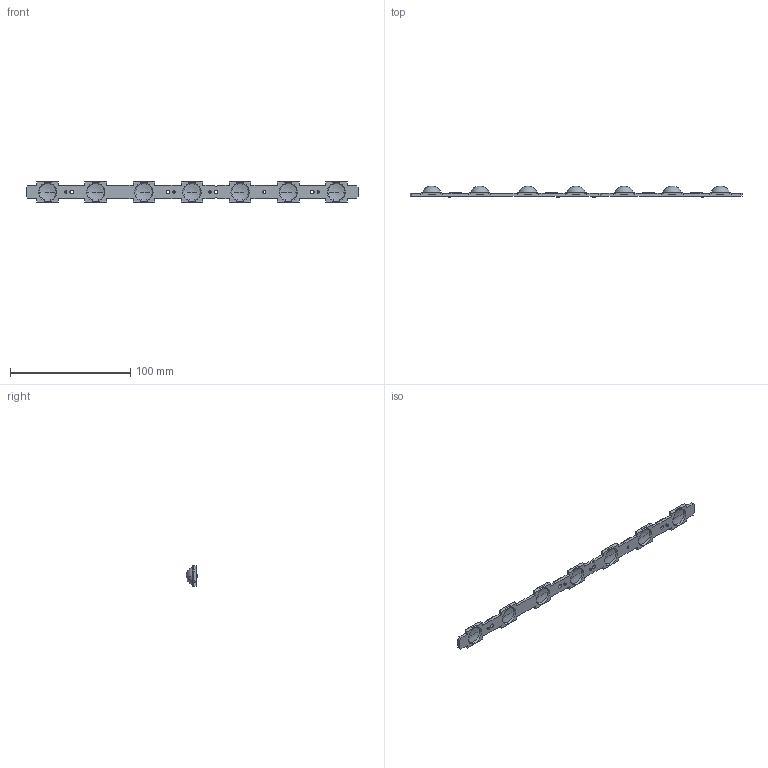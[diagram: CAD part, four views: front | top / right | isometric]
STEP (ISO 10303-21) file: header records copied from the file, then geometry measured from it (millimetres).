
FILE_DESCRIPTION((''),'2;1');
FILE_NAME('8080_1','2022-09-20T10:28:46',('Administrator'),(''),'CREO PARAMETRIC BY PTC INC, 2018020','CREO PARAMETRIC BY PTC INC, 2018020','');
FILE_SCHEMA(('CONFIG_CONTROL_DESIGN'));
Length unit declared in the file: millimetre
Products named in the file (1): 8080_1
Bounding box: 276 x 9.49 x 16.84 mm (x, y, z)
Volume: 12264.2 mm3; surface area: 10438.3 mm2
Topology: 1 solids, 1 shells, 536 faces, 1540 edges, 1008 vertices
Faces by surface type: plane 448, cylinder 46, revolution 28, cone 14
Entity records: 17476 total; most frequent: CARTESIAN_POINT 3616, ORIENTED_EDGE 3024, DIRECTION 2546, EDGE_CURVE 1512, VECTOR 1346, LINE 1346, VERTEX_POINT 1008, AXIS2_PLACEMENT_3D 586
